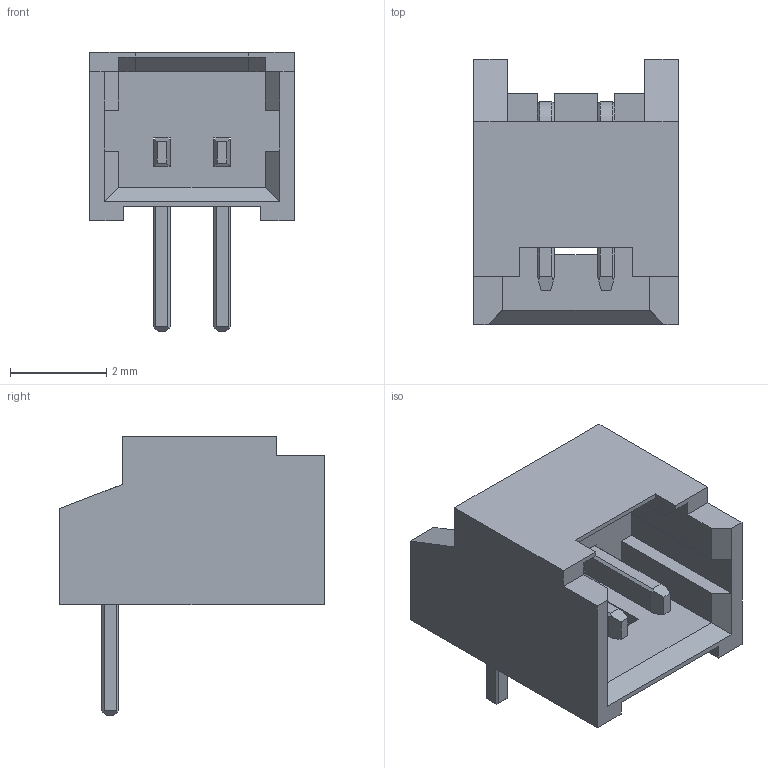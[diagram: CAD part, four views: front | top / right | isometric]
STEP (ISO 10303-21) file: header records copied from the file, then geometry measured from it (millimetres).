
FILE_DESCRIPTION(('FreeCAD Model'),'2;1');
FILE_NAME('Molex_PicoBlade_53048_X.step','2018-10-23T16:51:08',( 'kicad StepUp'),('ksu MCAD'),'Open CASCADE STEP processor 7.3', 'FreeCAD','Unknown');
FILE_SCHEMA(('AUTOMOTIVE_DESIGN { 1 0 10303 214 1 1 1 1 }'));
Length unit declared in the file: millimetre
Products named in the file (1): Molex_PicoBlade_53048_X
Bounding box: 4.25 x 5.5 x 5.8 mm (x, y, z)
Volume: 39.8 mm3; surface area: 155.3 mm2
Topology: 1 solids, 1 shells, 161 faces, 449 edges, 276 vertices
Faces by surface type: plane 147, bspline 8, cone 4, cylinder 2
Entity records: 6187 total; most frequent: CARTESIAN_POINT 991, ORIENTED_EDGE 898, DIRECTION 749, EDGE_CURVE 449, LINE 409, VECTOR 409, VERTEX_POINT 276, AXIS2_PLACEMENT_3D 170
